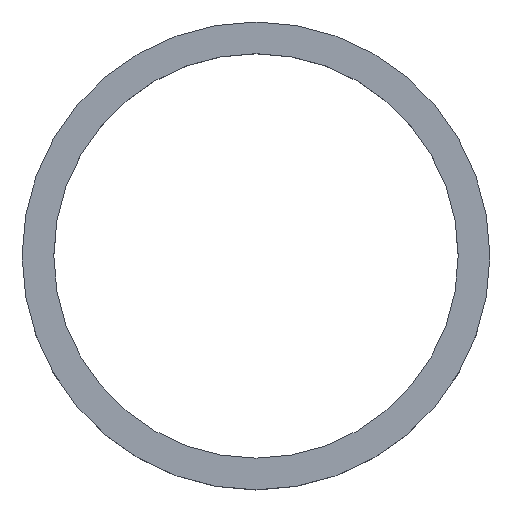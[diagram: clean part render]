
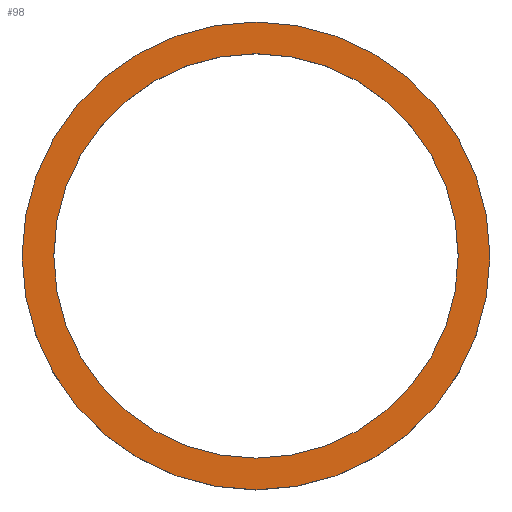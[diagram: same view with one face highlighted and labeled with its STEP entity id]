
A CAD part, top view. The second image highlights one B-rep face of the part: STEP entity #98.
In plain terms, the highlighted planar face has unit normal (0, 0, 1).
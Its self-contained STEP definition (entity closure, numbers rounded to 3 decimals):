
#34=CARTESIAN_POINT('',(-170.86,-502.83,-184.145));
#35=VERTEX_POINT('',#34);
#42=CARTESIAN_POINT('',(-147.26,-502.83,-184.145));
#43=VERTEX_POINT('',#42);
#44=CARTESIAN_POINT('',(-159.06,-502.83,-184.145));
#45=DIRECTION('',(-0.,0.,1.));
#46=DIRECTION('',(1.,0.,0.));
#47=AXIS2_PLACEMENT_3D('',#44,#45,#46);
#48=CIRCLE('',#47,11.8);
#49=EDGE_CURVE('',#43,#35,#48,.T.);
#51=CARTESIAN_POINT('',(-159.06,-502.83,-184.145));
#52=DIRECTION('',(-0.,0.,1.));
#53=DIRECTION('',(1.,0.,0.));
#54=AXIS2_PLACEMENT_3D('',#51,#52,#53);
#55=CIRCLE('',#54,11.8);
#56=EDGE_CURVE('',#35,#43,#55,.T.);
#78=CARTESIAN_POINT('',(-159.06,-502.83,-184.145));
#79=DIRECTION('',(-0.,0.,1.));
#80=DIRECTION('',(1.,0.,0.));
#81=AXIS2_PLACEMENT_3D('',#78,#79,#80);
#82=PLANE('',#81);
#83=CARTESIAN_POINT('',(-148.86,-502.83,-184.145));
#84=VERTEX_POINT('',#83);
#85=CARTESIAN_POINT('',(-159.06,-502.83,-184.145));
#86=DIRECTION('',(-0.,0.,1.));
#87=DIRECTION('',(1.,0.,0.));
#88=AXIS2_PLACEMENT_3D('',#85,#86,#87);
#89=CIRCLE('',#88,10.2);
#90=EDGE_CURVE('',#84,#84,#89,.T.);
#91=ORIENTED_EDGE('',*,*,#90,.F.);
#92=EDGE_LOOP('',(#91));
#93=FACE_BOUND('',#92,.T.);
#94=ORIENTED_EDGE('',*,*,#49,.T.);
#95=ORIENTED_EDGE('',*,*,#56,.T.);
#96=EDGE_LOOP('',(#94,#95));
#97=FACE_BOUND('',#96,.T.);
#98=ADVANCED_FACE('',(#93,#97),#82,.T.);
